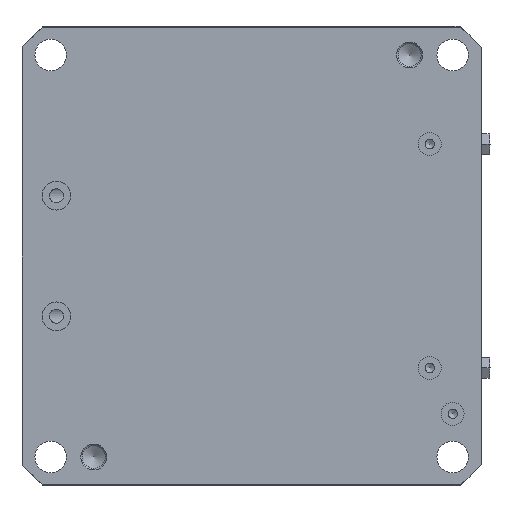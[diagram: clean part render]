
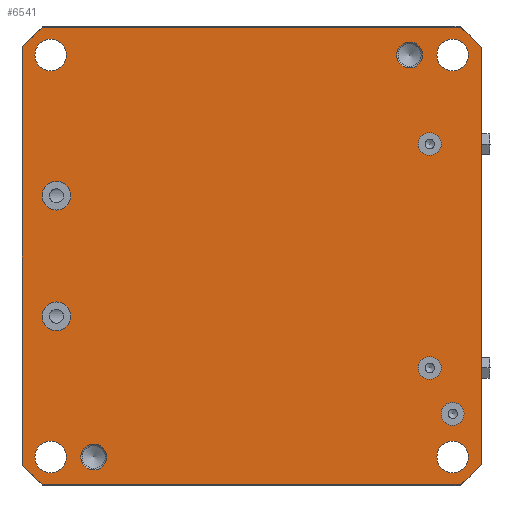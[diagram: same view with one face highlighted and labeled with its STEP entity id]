
A CAD part, front view. The second image highlights one B-rep face of the part: STEP entity #6541.
In plain terms, the highlighted planar face has unit normal (0, -1, 0).
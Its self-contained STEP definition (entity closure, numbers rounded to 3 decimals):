
#221=FACE_BOUND('',#2044,.T.);
#222=FACE_BOUND('',#2045,.T.);
#223=FACE_BOUND('',#2046,.T.);
#224=FACE_BOUND('',#2047,.T.);
#225=FACE_BOUND('',#2048,.T.);
#226=FACE_BOUND('',#2049,.T.);
#227=FACE_BOUND('',#2050,.T.);
#228=FACE_BOUND('',#2051,.T.);
#229=FACE_BOUND('',#2052,.T.);
#230=FACE_BOUND('',#2053,.T.);
#231=FACE_BOUND('',#2054,.T.);
#511=LINE('',#10291,#1090);
#513=LINE('',#10300,#1092);
#527=LINE('',#10339,#1106);
#528=LINE('',#10340,#1107);
#1090=VECTOR('',#8146,145.766);
#1092=VECTOR('',#8154,145.766);
#1106=VECTOR('',#8196,145.107);
#1107=VECTOR('',#8197,145.107);
#1670=FACE_OUTER_BOUND('',#2043,.T.);
#2043=EDGE_LOOP('',(#4687,#4688,#4689,#4690,#4691,#4692,#4693,#4694));
#2044=EDGE_LOOP('',(#4695));
#2045=EDGE_LOOP('',(#4696));
#2046=EDGE_LOOP('',(#4697));
#2047=EDGE_LOOP('',(#4698));
#2048=EDGE_LOOP('',(#4699));
#2049=EDGE_LOOP('',(#4700,#4701));
#2050=EDGE_LOOP('',(#4702,#4703));
#2051=EDGE_LOOP('',(#4704,#4705));
#2052=EDGE_LOOP('',(#4706,#4707));
#2053=EDGE_LOOP('',(#4708,#4709));
#2054=EDGE_LOOP('',(#4710,#4711));
#2474=CIRCLE('',#7193,108.);
#2475=CIRCLE('',#7195,108.);
#2476=CIRCLE('',#7197,108.);
#2477=CIRCLE('',#7199,108.);
#2478=CIRCLE('',#7201,5.);
#2479=CIRCLE('',#7202,5.);
#2480=CIRCLE('',#7203,4.);
#2481=CIRCLE('',#7204,4.);
#2482=CIRCLE('',#7205,4.);
#2483=CIRCLE('',#7206,4.5);
#2484=CIRCLE('',#7207,4.5);
#2485=CIRCLE('',#7208,5.5);
#2486=CIRCLE('',#7209,5.5);
#2487=CIRCLE('',#7210,5.5);
#2488=CIRCLE('',#7211,5.5);
#2489=CIRCLE('',#7212,5.5);
#2490=CIRCLE('',#7213,5.5);
#2491=CIRCLE('',#7214,5.5);
#2492=CIRCLE('',#7215,5.5);
#2493=CIRCLE('',#7216,4.5);
#2494=CIRCLE('',#7217,4.5);
#2881=VERTEX_POINT('',#10287);
#2882=VERTEX_POINT('',#10289);
#2884=VERTEX_POINT('',#10294);
#2886=VERTEX_POINT('',#10298);
#2894=VERTEX_POINT('',#10323);
#2895=VERTEX_POINT('',#10327);
#2896=VERTEX_POINT('',#10331);
#2897=VERTEX_POINT('',#10335);
#2898=VERTEX_POINT('',#10341);
#2899=VERTEX_POINT('',#10343);
#2900=VERTEX_POINT('',#10345);
#2901=VERTEX_POINT('',#10347);
#2902=VERTEX_POINT('',#10349);
#2903=VERTEX_POINT('',#10351);
#2904=VERTEX_POINT('',#10352);
#2905=VERTEX_POINT('',#10355);
#2906=VERTEX_POINT('',#10356);
#2907=VERTEX_POINT('',#10359);
#2908=VERTEX_POINT('',#10360);
#2909=VERTEX_POINT('',#10363);
#2910=VERTEX_POINT('',#10364);
#2911=VERTEX_POINT('',#10367);
#2912=VERTEX_POINT('',#10368);
#2913=VERTEX_POINT('',#10371);
#2914=VERTEX_POINT('',#10372);
#3601=EDGE_CURVE('',#2882,#2881,#511,.T.);
#3605=EDGE_CURVE('',#2884,#2886,#513,.T.);
#3619=EDGE_CURVE('',#2884,#2894,#2474,.T.);
#3621=EDGE_CURVE('',#2895,#2886,#2475,.T.);
#3623=EDGE_CURVE('',#2896,#2882,#2476,.T.);
#3625=EDGE_CURVE('',#2881,#2897,#2477,.T.);
#3626=EDGE_CURVE('',#2895,#2897,#527,.T.);
#3627=EDGE_CURVE('',#2894,#2896,#528,.T.);
#3628=EDGE_CURVE('',#2898,#2898,#2478,.T.);
#3629=EDGE_CURVE('',#2899,#2899,#2479,.T.);
#3630=EDGE_CURVE('',#2900,#2900,#2480,.T.);
#3631=EDGE_CURVE('',#2901,#2901,#2481,.T.);
#3632=EDGE_CURVE('',#2902,#2902,#2482,.T.);
#3633=EDGE_CURVE('',#2903,#2904,#2483,.T.);
#3634=EDGE_CURVE('',#2904,#2903,#2484,.T.);
#3635=EDGE_CURVE('',#2905,#2906,#2485,.T.);
#3636=EDGE_CURVE('',#2906,#2905,#2486,.T.);
#3637=EDGE_CURVE('',#2907,#2908,#2487,.T.);
#3638=EDGE_CURVE('',#2908,#2907,#2488,.T.);
#3639=EDGE_CURVE('',#2909,#2910,#2489,.T.);
#3640=EDGE_CURVE('',#2910,#2909,#2490,.T.);
#3641=EDGE_CURVE('',#2911,#2912,#2491,.T.);
#3642=EDGE_CURVE('',#2912,#2911,#2492,.T.);
#3643=EDGE_CURVE('',#2913,#2914,#2493,.T.);
#3644=EDGE_CURVE('',#2914,#2913,#2494,.T.);
#4687=ORIENTED_EDGE('',*,*,#3619,.F.);
#4688=ORIENTED_EDGE('',*,*,#3605,.T.);
#4689=ORIENTED_EDGE('',*,*,#3621,.F.);
#4690=ORIENTED_EDGE('',*,*,#3626,.T.);
#4691=ORIENTED_EDGE('',*,*,#3625,.F.);
#4692=ORIENTED_EDGE('',*,*,#3601,.F.);
#4693=ORIENTED_EDGE('',*,*,#3623,.F.);
#4694=ORIENTED_EDGE('',*,*,#3627,.F.);
#4695=ORIENTED_EDGE('',*,*,#3628,.T.);
#4696=ORIENTED_EDGE('',*,*,#3629,.T.);
#4697=ORIENTED_EDGE('',*,*,#3630,.T.);
#4698=ORIENTED_EDGE('',*,*,#3631,.T.);
#4699=ORIENTED_EDGE('',*,*,#3632,.T.);
#4700=ORIENTED_EDGE('',*,*,#3633,.F.);
#4701=ORIENTED_EDGE('',*,*,#3634,.F.);
#4702=ORIENTED_EDGE('',*,*,#3635,.T.);
#4703=ORIENTED_EDGE('',*,*,#3636,.T.);
#4704=ORIENTED_EDGE('',*,*,#3637,.T.);
#4705=ORIENTED_EDGE('',*,*,#3638,.T.);
#4706=ORIENTED_EDGE('',*,*,#3639,.T.);
#4707=ORIENTED_EDGE('',*,*,#3640,.T.);
#4708=ORIENTED_EDGE('',*,*,#3641,.T.);
#4709=ORIENTED_EDGE('',*,*,#3642,.T.);
#4710=ORIENTED_EDGE('',*,*,#3643,.F.);
#4711=ORIENTED_EDGE('',*,*,#3644,.F.);
#6319=PLANE('',#7200);
#6541=ADVANCED_FACE('',(#1670,#221,#222,#223,#224,#225,#226,#227,#228,#229,
#230,#231),#6319,.F.);
#7193=AXIS2_PLACEMENT_3D('',#10325,#8177,#8178);
#7195=AXIS2_PLACEMENT_3D('',#10329,#8182,#8183);
#7197=AXIS2_PLACEMENT_3D('',#10333,#8187,#8188);
#7199=AXIS2_PLACEMENT_3D('',#10337,#8192,#8193);
#7200=AXIS2_PLACEMENT_3D('',#10338,#8194,#8195);
#7201=AXIS2_PLACEMENT_3D('',#10342,#8198,#8199);
#7202=AXIS2_PLACEMENT_3D('',#10344,#8200,#8201);
#7203=AXIS2_PLACEMENT_3D('',#10346,#8202,#8203);
#7204=AXIS2_PLACEMENT_3D('',#10348,#8204,#8205);
#7205=AXIS2_PLACEMENT_3D('',#10350,#8206,#8207);
#7206=AXIS2_PLACEMENT_3D('',#10353,#8208,#8209);
#7207=AXIS2_PLACEMENT_3D('',#10354,#8210,#8211);
#7208=AXIS2_PLACEMENT_3D('',#10357,#8212,#8213);
#7209=AXIS2_PLACEMENT_3D('',#10358,#8214,#8215);
#7210=AXIS2_PLACEMENT_3D('',#10361,#8216,#8217);
#7211=AXIS2_PLACEMENT_3D('',#10362,#8218,#8219);
#7212=AXIS2_PLACEMENT_3D('',#10365,#8220,#8221);
#7213=AXIS2_PLACEMENT_3D('',#10366,#8222,#8223);
#7214=AXIS2_PLACEMENT_3D('',#10369,#8224,#8225);
#7215=AXIS2_PLACEMENT_3D('',#10370,#8226,#8227);
#7216=AXIS2_PLACEMENT_3D('',#10373,#8228,#8229);
#7217=AXIS2_PLACEMENT_3D('',#10374,#8230,#8231);
#8146=DIRECTION('',(-1.,0.,0.));
#8154=DIRECTION('',(-1.,0.,0.));
#8177=DIRECTION('center_axis',(0.,1.,0.));
#8178=DIRECTION('ref_axis',(0.,0.,1.));
#8182=DIRECTION('center_axis',(0.,1.,0.));
#8183=DIRECTION('ref_axis',(0.,0.,1.));
#8187=DIRECTION('center_axis',(0.,1.,0.));
#8188=DIRECTION('ref_axis',(0.,0.,1.));
#8192=DIRECTION('center_axis',(0.,1.,0.));
#8193=DIRECTION('ref_axis',(0.,0.,1.));
#8194=DIRECTION('center_axis',(0.,1.,0.));
#8195=DIRECTION('ref_axis',(0.,0.,1.));
#8196=DIRECTION('',(0.,0.,-1.));
#8197=DIRECTION('',(0.,0.,-1.));
#8198=DIRECTION('center_axis',(0.,1.,0.));
#8199=DIRECTION('ref_axis',(-1.,0.,0.));
#8200=DIRECTION('center_axis',(0.,1.,0.));
#8201=DIRECTION('ref_axis',(-1.,0.,0.));
#8202=DIRECTION('center_axis',(0.,1.,0.));
#8203=DIRECTION('ref_axis',(-1.,0.,0.));
#8204=DIRECTION('center_axis',(0.,1.,0.));
#8205=DIRECTION('ref_axis',(-1.,0.,0.));
#8206=DIRECTION('center_axis',(0.,1.,0.));
#8207=DIRECTION('ref_axis',(-1.,0.,0.));
#8208=DIRECTION('center_axis',(0.,-1.,0.));
#8209=DIRECTION('ref_axis',(0.,0.,-1.));
#8210=DIRECTION('center_axis',(0.,-1.,0.));
#8211=DIRECTION('ref_axis',(0.,0.,-1.));
#8212=DIRECTION('center_axis',(0.,1.,0.));
#8213=DIRECTION('ref_axis',(0.,0.,1.));
#8214=DIRECTION('center_axis',(0.,1.,0.));
#8215=DIRECTION('ref_axis',(0.,0.,1.));
#8216=DIRECTION('center_axis',(0.,1.,0.));
#8217=DIRECTION('ref_axis',(0.,0.,1.));
#8218=DIRECTION('center_axis',(0.,1.,0.));
#8219=DIRECTION('ref_axis',(0.,0.,1.));
#8220=DIRECTION('center_axis',(0.,1.,0.));
#8221=DIRECTION('ref_axis',(0.,0.,1.));
#8222=DIRECTION('center_axis',(0.,1.,0.));
#8223=DIRECTION('ref_axis',(0.,0.,1.));
#8224=DIRECTION('center_axis',(0.,1.,0.));
#8225=DIRECTION('ref_axis',(0.,0.,1.));
#8226=DIRECTION('center_axis',(0.,1.,0.));
#8227=DIRECTION('ref_axis',(0.,0.,1.));
#8228=DIRECTION('center_axis',(0.,-1.,0.));
#8229=DIRECTION('ref_axis',(0.,0.,-1.));
#8230=DIRECTION('center_axis',(0.,-1.,0.));
#8231=DIRECTION('ref_axis',(0.,0.,-1.));
#10287=CARTESIAN_POINT('',(-72.883,0.,-79.7));
#10289=CARTESIAN_POINT('',(72.883,0.,-79.7));
#10291=CARTESIAN_POINT('',(72.883,0.,-79.7));
#10294=CARTESIAN_POINT('',(72.883,0.,79.7));
#10298=CARTESIAN_POINT('',(-72.883,0.,79.7));
#10300=CARTESIAN_POINT('',(72.883,0.,79.7));
#10323=CARTESIAN_POINT('',(80.,0.,72.553));
#10325=CARTESIAN_POINT('Origin',(0.,0.,0.));
#10327=CARTESIAN_POINT('',(-80.,0.,72.553));
#10329=CARTESIAN_POINT('Origin',(0.,0.,0.));
#10331=CARTESIAN_POINT('',(80.,0.,-72.553));
#10333=CARTESIAN_POINT('Origin',(0.,0.,0.));
#10335=CARTESIAN_POINT('',(-80.,0.,-72.553));
#10337=CARTESIAN_POINT('Origin',(0.,0.,0.));
#10338=CARTESIAN_POINT('Origin',(80.,0.,-79.7));
#10339=CARTESIAN_POINT('',(-80.,0.,72.553));
#10340=CARTESIAN_POINT('',(80.,0.,72.553));
#10341=CARTESIAN_POINT('',(-63.,0.,-21.));
#10342=CARTESIAN_POINT('Origin',(-68.,0.,-21.));
#10343=CARTESIAN_POINT('',(-63.,0.,21.));
#10344=CARTESIAN_POINT('Origin',(-68.,0.,21.));
#10345=CARTESIAN_POINT('',(74.,0.,-55.));
#10346=CARTESIAN_POINT('Origin',(70.,0.,-55.));
#10347=CARTESIAN_POINT('',(66.,0.,-39.));
#10348=CARTESIAN_POINT('Origin',(62.,0.,-39.));
#10349=CARTESIAN_POINT('',(66.,0.,39.));
#10350=CARTESIAN_POINT('Origin',(62.,0.,39.));
#10351=CARTESIAN_POINT('',(-55.,0.,-74.5));
#10352=CARTESIAN_POINT('',(-55.,0.,-65.5));
#10353=CARTESIAN_POINT('Origin',(-55.,0.,-70.));
#10354=CARTESIAN_POINT('Origin',(-55.,0.,-70.));
#10355=CARTESIAN_POINT('',(-70.,0.,-64.5));
#10356=CARTESIAN_POINT('',(-70.,0.,-75.5));
#10357=CARTESIAN_POINT('Origin',(-70.,0.,-70.));
#10358=CARTESIAN_POINT('Origin',(-70.,0.,-70.));
#10359=CARTESIAN_POINT('',(70.,0.,-64.5));
#10360=CARTESIAN_POINT('',(70.,0.,-75.5));
#10361=CARTESIAN_POINT('Origin',(70.,0.,-70.));
#10362=CARTESIAN_POINT('Origin',(70.,0.,-70.));
#10363=CARTESIAN_POINT('',(-70.,0.,75.5));
#10364=CARTESIAN_POINT('',(-70.,0.,64.5));
#10365=CARTESIAN_POINT('Origin',(-70.,0.,70.));
#10366=CARTESIAN_POINT('Origin',(-70.,0.,70.));
#10367=CARTESIAN_POINT('',(70.,0.,75.5));
#10368=CARTESIAN_POINT('',(70.,0.,64.5));
#10369=CARTESIAN_POINT('Origin',(70.,0.,70.));
#10370=CARTESIAN_POINT('Origin',(70.,0.,70.));
#10371=CARTESIAN_POINT('',(55.,0.,65.5));
#10372=CARTESIAN_POINT('',(55.,0.,74.5));
#10373=CARTESIAN_POINT('Origin',(55.,0.,70.));
#10374=CARTESIAN_POINT('Origin',(55.,0.,70.));
